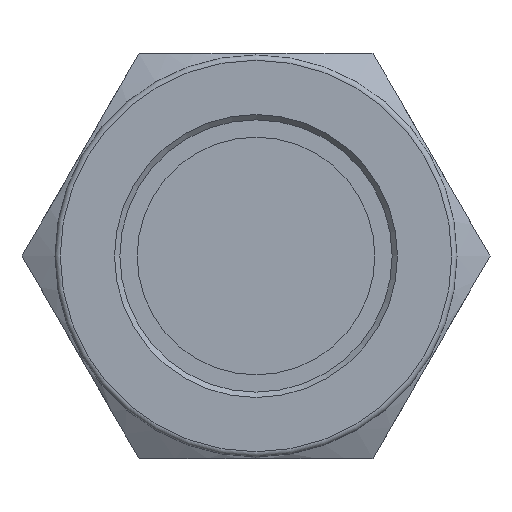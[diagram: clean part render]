
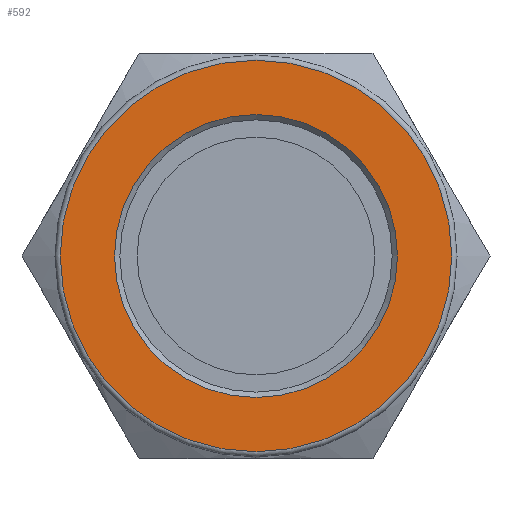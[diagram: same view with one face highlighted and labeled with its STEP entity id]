
A CAD part, left-side view. The second image highlights one B-rep face of the part: STEP entity #592.
In plain terms, the highlighted planar face has unit normal (-1, 0, 0).
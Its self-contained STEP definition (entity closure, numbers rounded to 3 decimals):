
#18=FACE_BOUND('',#134,.T.);
#37=CIRCLE('',#658,13.3);
#38=CIRCLE('',#660,18.4);
#91=FACE_OUTER_BOUND('',#133,.T.);
#133=EDGE_LOOP('',(#456));
#134=EDGE_LOOP('',(#457));
#275=VERTEX_POINT('',#1021);
#276=VERTEX_POINT('',#1025);
#343=EDGE_CURVE('',#275,#275,#37,.T.);
#344=EDGE_CURVE('',#276,#276,#38,.T.);
#456=ORIENTED_EDGE('',*,*,#344,.F.);
#457=ORIENTED_EDGE('',*,*,#343,.T.);
#568=PLANE('',#659);
#592=ADVANCED_FACE('',(#91,#18),#568,.T.);
#658=AXIS2_PLACEMENT_3D('',#1023,#771,#772);
#659=AXIS2_PLACEMENT_3D('',#1024,#773,#774);
#660=AXIS2_PLACEMENT_3D('',#1026,#775,#776);
#771=DIRECTION('center_axis',(1.,0.,0.));
#772=DIRECTION('ref_axis',(0.,0.,-1.));
#773=DIRECTION('center_axis',(-1.,0.,0.));
#774=DIRECTION('ref_axis',(0.,0.,1.));
#775=DIRECTION('center_axis',(1.,0.,0.));
#776=DIRECTION('ref_axis',(0.,0.,-1.));
#1021=CARTESIAN_POINT('',(0.,-13.3,0.));
#1023=CARTESIAN_POINT('Origin',(0.,0.,
0.));
#1024=CARTESIAN_POINT('Origin',(0.,18.4,
0.));
#1025=CARTESIAN_POINT('',(0.,0.,18.4));
#1026=CARTESIAN_POINT('Origin',(0.,0.,
0.));
